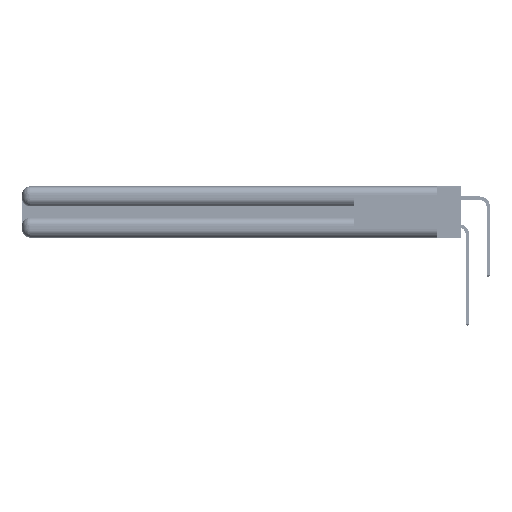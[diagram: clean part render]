
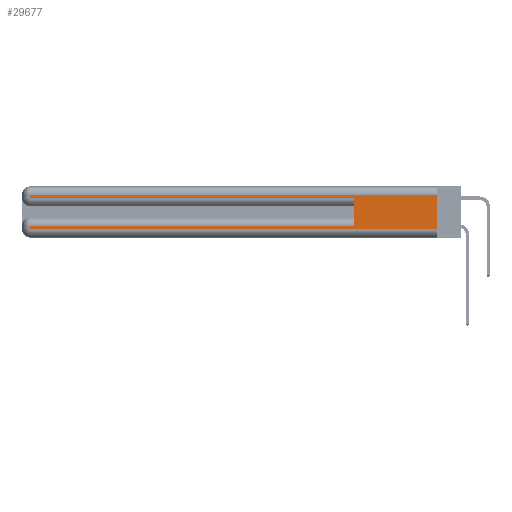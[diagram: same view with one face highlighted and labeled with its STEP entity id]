
A CAD part, left-side view. The second image highlights one B-rep face of the part: STEP entity #29677.
In plain terms, the highlighted planar face has unit normal (-1, 0, 0).
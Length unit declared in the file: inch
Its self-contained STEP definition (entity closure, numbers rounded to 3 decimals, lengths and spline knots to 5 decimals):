
#209 = ORIENTED_EDGE ( 'NONE', *, *, #10305, .F. ) ;
#3297 = ORIENTED_EDGE ( 'NONE', *, *, #6277, .F. ) ;
#3819 = ORIENTED_EDGE ( 'NONE', *, *, #47664, .T. ) ;
#4118 = PLANE ( 'NONE',  #37333 ) ;
#4615 = EDGE_CURVE ( 'NONE', #25126, #12824, #22687, .T. ) ;
#4645 = ORIENTED_EDGE ( 'NONE', *, *, #53178, .T. ) ;
#5954 = ORIENTED_EDGE ( 'NONE', *, *, #36758, .T. ) ;
#6277 = EDGE_CURVE ( 'NONE', #25126, #29033, #49510, .T. ) ;
#7908 = DIRECTION ( 'NONE',  ( 1., 0., 0. ) ) ;
#10143 = DIRECTION ( 'NONE',  ( 0., 1., 0. ) ) ;
#10305 = EDGE_CURVE ( 'NONE', #32583, #46176, #36136, .T. ) ;
#10604 = CARTESIAN_POINT ( 'NONE',  ( 0., 2.94, 0.085 ) ) ;
#12391 = CARTESIAN_POINT ( 'NONE',  ( 0., 0., 0.37 ) ) ;
#12824 = VERTEX_POINT ( 'NONE', #10604 ) ;
#13080 = CARTESIAN_POINT ( 'NONE',  ( 0., 2.94, 0.37 ) ) ;
#13444 = VECTOR ( 'NONE', #35374, 39.37008 ) ;
#13480 = VECTOR ( 'NONE', #37749, 39.37008 ) ;
#16136 = CARTESIAN_POINT ( 'NONE',  ( 0., 0., 0.06 ) ) ;
#18531 = CARTESIAN_POINT ( 'NONE',  ( 0., 0., 0.31 ) ) ;
#19217 = CARTESIAN_POINT ( 'NONE',  ( 0., 0., 0.06 ) ) ;
#20585 = DIRECTION ( 'NONE',  ( 0., 0., -1. ) ) ;
#21885 = CARTESIAN_POINT ( 'NONE',  ( 0., 0.6, 0.085 ) ) ;
#22133 = CARTESIAN_POINT ( 'NONE',  ( 0., 2.94, 0.31 ) ) ;
#22339 = DIRECTION ( 'NONE',  ( 0., -1., 0. ) ) ;
#22687 = LINE ( 'NONE', #35491, #29817 ) ;
#24042 = EDGE_CURVE ( 'NONE', #25803, #45003, #43910, .T. ) ;
#24437 = LINE ( 'NONE', #18531, #36725 ) ;
#24998 = CARTESIAN_POINT ( 'NONE',  ( 0., 0.6, 0.285 ) ) ;
#25126 = VERTEX_POINT ( 'NONE', #21885 ) ;
#25803 = VERTEX_POINT ( 'NONE', #22133 ) ;
#28365 = DIRECTION ( 'NONE',  ( 0., -1., 0. ) ) ;
#29033 = VERTEX_POINT ( 'NONE', #24998 ) ;
#29516 = FACE_OUTER_BOUND ( 'NONE', #44524, .T. ) ;
#29562 = CARTESIAN_POINT ( 'NONE',  ( 0., 0.6, 0.145 ) ) ;
#29677 = ADVANCED_FACE ( 'NONE', ( #29516 ), #4118, .F. ) ;
#29817 = VECTOR ( 'NONE', #10143, 39.37008 ) ;
#29890 = DIRECTION ( 'NONE',  ( 0., 0., 1. ) ) ;
#31375 = DIRECTION ( 'NONE',  ( 0., 1., 0. ) ) ;
#32583 = VERTEX_POINT ( 'NONE', #38227 ) ;
#32865 = VECTOR ( 'NONE', #20585, 39.37008 ) ;
#33578 = CARTESIAN_POINT ( 'NONE',  ( 0., 2.94, 0.06 ) ) ;
#33946 = VERTEX_POINT ( 'NONE', #33578 ) ;
#34219 = LINE ( 'NONE', #13080, #13480 ) ;
#35374 = DIRECTION ( 'NONE',  ( 0., 0., -1. ) ) ;
#35491 = CARTESIAN_POINT ( 'NONE',  ( 0., 0., 0.085 ) ) ;
#35660 = VECTOR ( 'NONE', #28365, 39.37008 ) ;
#36136 = LINE ( 'NONE', #49056, #32865 ) ;
#36725 = VECTOR ( 'NONE', #31375, 39.37008 ) ;
#36758 = EDGE_CURVE ( 'NONE', #32583, #25803, #24437, .T. ) ;
#36871 = DIRECTION ( 'NONE',  ( 0., 0., -1. ) ) ;
#36983 = CARTESIAN_POINT ( 'NONE',  ( 0., 2.94, 0.285 ) ) ;
#37333 = AXIS2_PLACEMENT_3D ( 'NONE', #12391, #7908, #36871 ) ;
#37749 = DIRECTION ( 'NONE',  ( 0., 0., -1. ) ) ;
#37766 = ORIENTED_EDGE ( 'NONE', *, *, #24042, .T. ) ;
#38227 = CARTESIAN_POINT ( 'NONE',  ( 0., 0., 0.31 ) ) ;
#38307 = ORIENTED_EDGE ( 'NONE', *, *, #42097, .T. ) ;
#39111 = VECTOR ( 'NONE', #29890, 39.37008 ) ;
#40868 = CARTESIAN_POINT ( 'NONE',  ( 0., 2.94, 0.37 ) ) ;
#42097 = EDGE_CURVE ( 'NONE', #33946, #46176, #52495, .T. ) ;
#43910 = LINE ( 'NONE', #40868, #13444 ) ;
#44524 = EDGE_LOOP ( 'NONE', ( #209, #5954, #37766, #3819, #3297, #47527, #4645, #38307 ) ) ;
#45003 = VERTEX_POINT ( 'NONE', #36983 ) ;
#46176 = VERTEX_POINT ( 'NONE', #19217 ) ;
#47527 = ORIENTED_EDGE ( 'NONE', *, *, #4615, .T. ) ;
#47664 = EDGE_CURVE ( 'NONE', #45003, #29033, #50059, .T. ) ;
#49056 = CARTESIAN_POINT ( 'NONE',  ( 0., 0., 0.37 ) ) ;
#49510 = LINE ( 'NONE', #29562, #39111 ) ;
#50059 = LINE ( 'NONE', #50423, #50673 ) ;
#50423 = CARTESIAN_POINT ( 'NONE',  ( 0., 0., 0.285 ) ) ;
#50673 = VECTOR ( 'NONE', #22339, 39.37008 ) ;
#52495 = LINE ( 'NONE', #16136, #35660 ) ;
#53178 = EDGE_CURVE ( 'NONE', #12824, #33946, #34219, .T. ) ;
